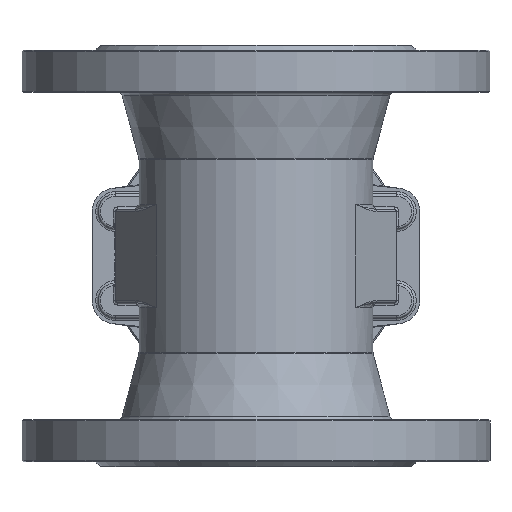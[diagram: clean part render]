
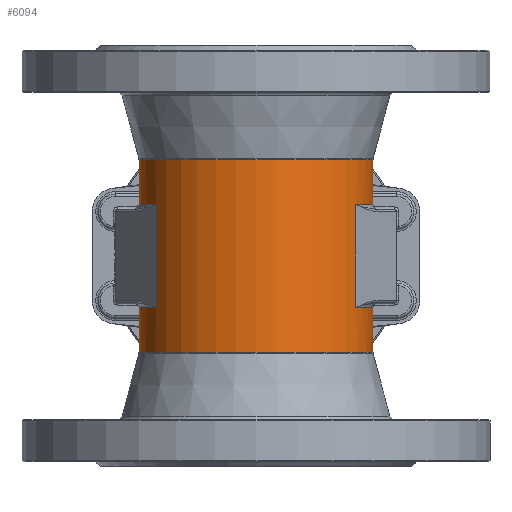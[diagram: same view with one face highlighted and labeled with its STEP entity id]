
A CAD part, front view. The second image highlights one B-rep face of the part: STEP entity #6094.
In plain terms, the highlighted cylindrical face has radius 50 mm (diameter 100 mm), a full revolution.
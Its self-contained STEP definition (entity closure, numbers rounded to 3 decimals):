
#472=CIRCLE('',#6669,50.);
#473=CIRCLE('',#6670,50.);
#476=CIRCLE('',#6677,50.);
#497=CIRCLE('',#6707,50.);
#498=CIRCLE('',#6708,50.);
#499=CIRCLE('',#6710,50.);
#521=CIRCLE('',#6755,50.);
#522=CIRCLE('',#6756,50.);
#525=CIRCLE('',#6763,50.);
#546=CIRCLE('',#6795,50.);
#547=CIRCLE('',#6796,50.);
#548=CIRCLE('',#6798,50.);
#805=CYLINDRICAL_SURFACE('',#6797,50.);
#1130=FACE_OUTER_BOUND('',#1538,.T.);
#1538=EDGE_LOOP('',(#5191,#5192,#5193,#5194,#5195,#5196,#5197,#5198,#5199,
#5200,#5201,#5202,#5203,#5204,#5205,#5206,#5207,#5208,#5209,#5210,#5211,
#5212));
#1896=LINE('',#12156,#2259);
#1897=LINE('',#12355,#2260);
#1916=LINE('',#12744,#2279);
#1917=LINE('',#12909,#2280);
#1918=LINE('',#13144,#2281);
#1922=LINE('',#13357,#2285);
#1923=LINE('',#13358,#2286);
#1924=LINE('',#13360,#2287);
#2259=VECTOR('',#8082,10.);
#2260=VECTOR('',#8097,10.);
#2279=VECTOR('',#8260,10.);
#2280=VECTOR('',#8273,10.);
#2281=VECTOR('',#8290,10.);
#2285=VECTOR('',#8356,50.);
#2286=VECTOR('',#8357,50.);
#2287=VECTOR('',#8360,10.);
#2723=VERTEX_POINT('',#11981);
#2724=VERTEX_POINT('',#12001);
#2725=VERTEX_POINT('',#12003);
#2727=VERTEX_POINT('',#12155);
#2729=VERTEX_POINT('',#12237);
#2731=VERTEX_POINT('',#12354);
#2735=VERTEX_POINT('',#12553);
#2749=VERTEX_POINT('',#12602);
#2750=VERTEX_POINT('',#12604);
#2771=VERTEX_POINT('',#12724);
#2773=VERTEX_POINT('',#12748);
#2774=VERTEX_POINT('',#12792);
#2775=VERTEX_POINT('',#12900);
#2778=VERTEX_POINT('',#12984);
#2779=VERTEX_POINT('',#13100);
#2783=VERTEX_POINT('',#13301);
#2797=VERTEX_POINT('',#13351);
#2798=VERTEX_POINT('',#13353);
#3478=EDGE_CURVE('',#2724,#2723,#472,.T.);
#3479=EDGE_CURVE('',#2725,#2724,#473,.T.);
#3484=EDGE_CURVE('',#2727,#2725,#1896,.T.);
#3489=EDGE_CURVE('',#2729,#2727,#476,.T.);
#3494=EDGE_CURVE('',#2731,#2729,#1897,.T.);
#3521=EDGE_CURVE('',#2750,#2749,#497,.T.);
#3522=EDGE_CURVE('',#2749,#2750,#498,.T.);
#3523=EDGE_CURVE('',#2735,#2731,#499,.T.);
#3563=EDGE_CURVE('',#2771,#2723,#1916,.T.);
#3566=EDGE_CURVE('',#2773,#2774,#521,.T.);
#3567=EDGE_CURVE('',#2774,#2771,#522,.T.);
#3571=EDGE_CURVE('',#2775,#2773,#1917,.T.);
#3577=EDGE_CURVE('',#2778,#2775,#525,.T.);
#3581=EDGE_CURVE('',#2779,#2778,#1918,.T.);
#3608=EDGE_CURVE('',#2797,#2798,#546,.T.);
#3609=EDGE_CURVE('',#2798,#2797,#547,.T.);
#3610=EDGE_CURVE('',#2750,#2724,#1922,.T.);
#3611=EDGE_CURVE('',#2774,#2798,#1923,.T.);
#3612=EDGE_CURVE('',#2783,#2779,#548,.T.);
#3613=EDGE_CURVE('',#2783,#2735,#1924,.T.);
#5191=ORIENTED_EDGE('',*,*,#3521,.T.);
#5192=ORIENTED_EDGE('',*,*,#3522,.T.);
#5193=ORIENTED_EDGE('',*,*,#3610,.T.);
#5194=ORIENTED_EDGE('',*,*,#3478,.T.);
#5195=ORIENTED_EDGE('',*,*,#3563,.F.);
#5196=ORIENTED_EDGE('',*,*,#3567,.F.);
#5197=ORIENTED_EDGE('',*,*,#3611,.T.);
#5198=ORIENTED_EDGE('',*,*,#3608,.F.);
#5199=ORIENTED_EDGE('',*,*,#3609,.F.);
#5200=ORIENTED_EDGE('',*,*,#3611,.F.);
#5201=ORIENTED_EDGE('',*,*,#3566,.F.);
#5202=ORIENTED_EDGE('',*,*,#3571,.F.);
#5203=ORIENTED_EDGE('',*,*,#3577,.F.);
#5204=ORIENTED_EDGE('',*,*,#3581,.F.);
#5205=ORIENTED_EDGE('',*,*,#3612,.F.);
#5206=ORIENTED_EDGE('',*,*,#3613,.T.);
#5207=ORIENTED_EDGE('',*,*,#3523,.T.);
#5208=ORIENTED_EDGE('',*,*,#3494,.T.);
#5209=ORIENTED_EDGE('',*,*,#3489,.T.);
#5210=ORIENTED_EDGE('',*,*,#3484,.T.);
#5211=ORIENTED_EDGE('',*,*,#3479,.T.);
#5212=ORIENTED_EDGE('',*,*,#3610,.F.);
#6094=ADVANCED_FACE('',(#1130),#805,.T.);
#6669=AXIS2_PLACEMENT_3D('',#12002,#8072,#8073);
#6670=AXIS2_PLACEMENT_3D('',#12004,#8074,#8075);
#6677=AXIS2_PLACEMENT_3D('',#12238,#8089,#8090);
#6707=AXIS2_PLACEMENT_3D('',#12605,#8152,#8153);
#6708=AXIS2_PLACEMENT_3D('',#12606,#8154,#8155);
#6710=AXIS2_PLACEMENT_3D('',#12608,#8158,#8159);
#6755=AXIS2_PLACEMENT_3D('',#12793,#8265,#8266);
#6756=AXIS2_PLACEMENT_3D('',#12794,#8267,#8268);
#6763=AXIS2_PLACEMENT_3D('',#12993,#8282,#8283);
#6795=AXIS2_PLACEMENT_3D('',#13354,#8350,#8351);
#6796=AXIS2_PLACEMENT_3D('',#13355,#8352,#8353);
#6797=AXIS2_PLACEMENT_3D('',#13356,#8354,#8355);
#6798=AXIS2_PLACEMENT_3D('',#13359,#8358,#8359);
#8072=DIRECTION('center_axis',(0.,0.,-1.));
#8073=DIRECTION('ref_axis',(0.945,0.326,0.));
#8074=DIRECTION('center_axis',(0.,0.,-1.));
#8075=DIRECTION('ref_axis',(0.945,0.326,0.));
#8082=DIRECTION('',(0.,0.,1.));
#8089=DIRECTION('center_axis',(0.,0.,
-1.));
#8090=DIRECTION('ref_axis',(0.,1.,0.));
#8097=DIRECTION('',(0.,0.,-1.));
#8152=DIRECTION('center_axis',(0.,0.,1.));
#8153=DIRECTION('ref_axis',(1.,0.,0.));
#8154=DIRECTION('center_axis',(0.,0.,1.));
#8155=DIRECTION('ref_axis',(1.,0.,0.));
#8158=DIRECTION('center_axis',(0.,0.,-1.));
#8159=DIRECTION('ref_axis',(-0.945,0.326,0.));
#8260=DIRECTION('',(0.,0.,-1.));
#8265=DIRECTION('center_axis',(0.,0.,-1.));
#8266=DIRECTION('ref_axis',(0.945,0.326,0.));
#8267=DIRECTION('center_axis',(0.,0.,-1.));
#8268=DIRECTION('ref_axis',(0.945,0.326,0.));
#8273=DIRECTION('',(0.,0.,-1.));
#8282=DIRECTION('center_axis',(0.,0.,
-1.));
#8283=DIRECTION('ref_axis',(0.,1.,0.));
#8290=DIRECTION('',(0.,0.,1.));
#8350=DIRECTION('center_axis',(0.,0.,1.));
#8351=DIRECTION('ref_axis',(1.,0.,0.));
#8352=DIRECTION('center_axis',(0.,0.,1.));
#8353=DIRECTION('ref_axis',(1.,0.,0.));
#8354=DIRECTION('center_axis',(0.,0.,-1.));
#8355=DIRECTION('ref_axis',(-1.,0.,0.));
#8356=DIRECTION('',(0.,0.,1.));
#8357=DIRECTION('',(0.,0.,1.));
#8358=DIRECTION('center_axis',(0.,0.,-1.));
#8359=DIRECTION('ref_axis',(-0.945,0.326,0.));
#8360=DIRECTION('',(0.,0.,-1.));
#11981=CARTESIAN_POINT('',(42.642,-26.109,-110.));
#12001=CARTESIAN_POINT('',(50.,0.,-110.));
#12002=CARTESIAN_POINT('Origin',(0.,0.,-110.));
#12003=CARTESIAN_POINT('',(18.75,46.351,-110.));
#12004=CARTESIAN_POINT('Origin',(0.,0.,-110.));
#12155=CARTESIAN_POINT('',(18.75,46.351,-114.));
#12156=CARTESIAN_POINT('',(18.75,46.351,-158.));
#12237=CARTESIAN_POINT('',(-18.75,46.351,-114.));
#12238=CARTESIAN_POINT('Origin',(0.,0.,-114.));
#12354=CARTESIAN_POINT('',(-18.75,46.351,-110.));
#12355=CARTESIAN_POINT('',(-18.75,46.351,-158.));
#12553=CARTESIAN_POINT('',(-42.642,-26.109,-110.));
#12602=CARTESIAN_POINT('',(-50.,0.,-129.237));
#12604=CARTESIAN_POINT('',(50.,0.,-129.237));
#12605=CARTESIAN_POINT('Origin',(0.,0.,-129.237));
#12606=CARTESIAN_POINT('Origin',(0.,0.,-129.237));
#12608=CARTESIAN_POINT('Origin',(0.,0.,-110.));
#12724=CARTESIAN_POINT('',(42.642,-26.109,-66.));
#12744=CARTESIAN_POINT('',(42.642,-26.109,-18.));
#12748=CARTESIAN_POINT('',(18.75,46.351,-66.));
#12792=CARTESIAN_POINT('',(50.,0.,-66.));
#12793=CARTESIAN_POINT('Origin',(0.,0.,-66.));
#12794=CARTESIAN_POINT('Origin',(0.,0.,-66.));
#12900=CARTESIAN_POINT('',(18.75,46.351,-62.));
#12909=CARTESIAN_POINT('',(18.75,46.351,-18.));
#12984=CARTESIAN_POINT('',(-18.75,46.351,-62.));
#12993=CARTESIAN_POINT('Origin',(0.,0.,-62.));
#13100=CARTESIAN_POINT('',(-18.75,46.351,-66.));
#13144=CARTESIAN_POINT('',(-18.75,46.351,-18.));
#13301=CARTESIAN_POINT('',(-42.642,-26.109,-66.));
#13351=CARTESIAN_POINT('',(-50.,0.,-46.763));
#13353=CARTESIAN_POINT('',(50.,0.,-46.763));
#13354=CARTESIAN_POINT('Origin',(0.,0.,-46.763));
#13355=CARTESIAN_POINT('Origin',(0.,0.,-46.763));
#13356=CARTESIAN_POINT('Origin',(0.,0.,-18.));
#13357=CARTESIAN_POINT('',(50.,0.,-18.));
#13358=CARTESIAN_POINT('',(50.,0.,-18.));
#13359=CARTESIAN_POINT('Origin',(0.,0.,-66.));
#13360=CARTESIAN_POINT('',(-42.642,-26.109,-18.));
